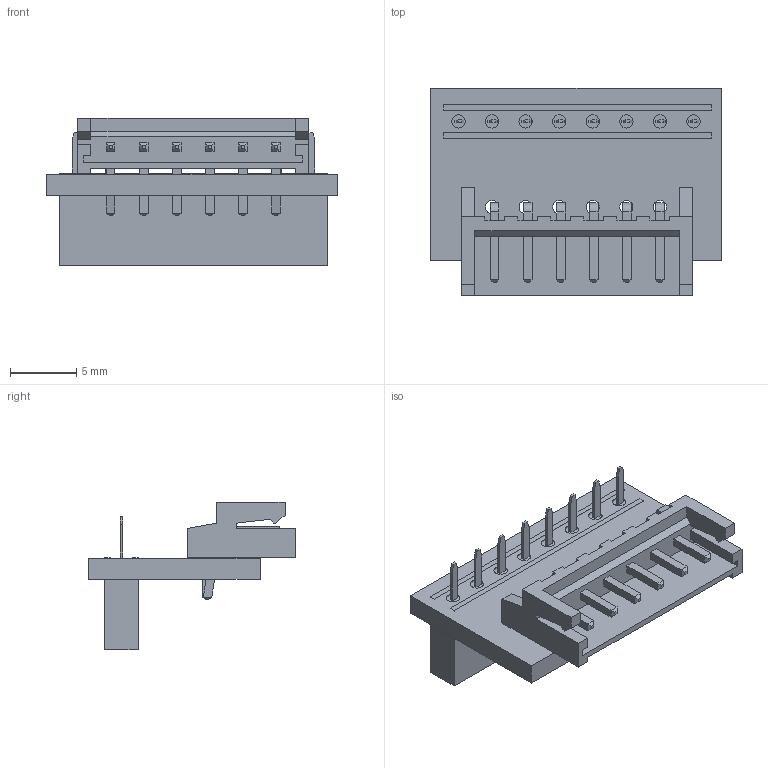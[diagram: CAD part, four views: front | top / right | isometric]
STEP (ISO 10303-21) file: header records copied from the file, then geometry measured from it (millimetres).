
FILE_DESCRIPTION(('KiCad electronic assembly'),'2;1');
FILE_NAME('mpu.step','2022-02-09T06:45:14',('Pcbnew'),('Kicad'), 'Open CASCADE STEP processor 7.5','KiCad to STEP converter','Unknown' );
FILE_SCHEMA(('AUTOMOTIVE_DESIGN { 1 0 10303 214 1 1 1 1 }'));
Length unit declared in the file: millimetre
Products named in the file (6): mpu 1; PinSocket_1x08_P2.54mm_Vertical; SOLID; JST_EH_S6B-EH_1x06_P2.50mm_Horizontal; mpu PCB
Assembly tree (5 placements, depth 3):
  mpu 1
    PinSocket_1x08_P2.54mm_Vertical
      SOLID
    JST_EH_S6B-EH_1x06_P2.50mm_Horizontal
      SOLID
    mpu PCB
Bounding box: 22 x 15.69 x 11.2 mm (x, y, z)
Volume: 955.5 mm3; surface area: 1944.8 mm2
Topology: 3 solids, 3 shells, 480 faces, 1242 edges, 804 vertices
Faces by surface type: bspline 460, cylinder 14, plane 6
Full cylindrical faces by diameter (mm): 1 x6, 1.016 x8
Entity records: 30381 total; most frequent: CARTESIAN_POINT 10248, B_SPLINE_CURVE_WITH_KNOTS 3516, ORIENTED_EDGE 2484, PCURVE 2484, DEFINITIONAL_REPRESENTATION 2484, EDGE_CURVE 1242, SURFACE_CURVE 1228, VERTEX_POINT 804
